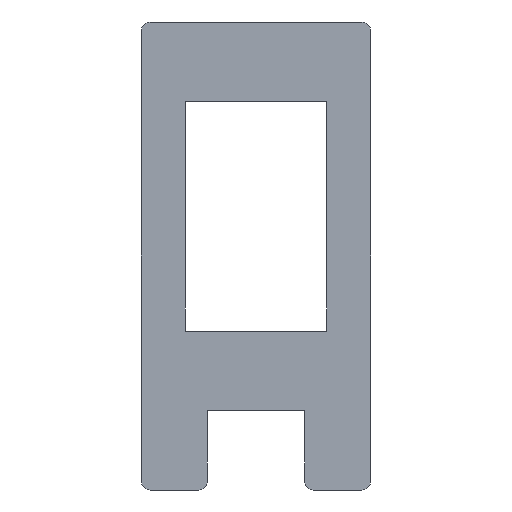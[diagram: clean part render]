
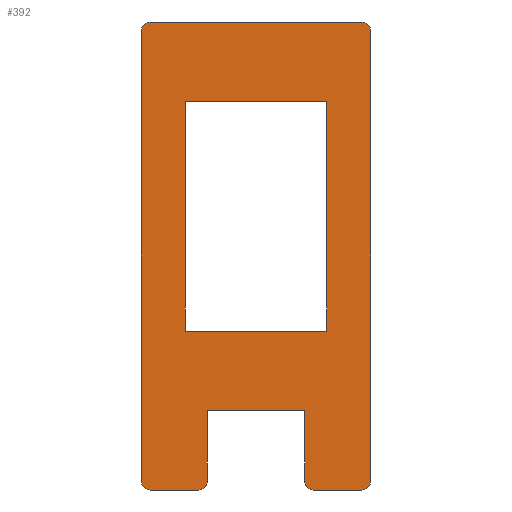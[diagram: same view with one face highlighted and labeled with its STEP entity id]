
A CAD part, front view. The second image highlights one B-rep face of the part: STEP entity #392.
In plain terms, the highlighted planar face has unit normal (0, -1, 0).
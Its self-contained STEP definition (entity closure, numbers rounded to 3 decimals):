
#16=FACE_BOUND('',#72,.T.);
#30=PLANE('',#444);
#50=FACE_OUTER_BOUND('',#71,.T.);
#71=EDGE_LOOP('',(#349,#350,#351,#352,#353,#354,#355,#356,#357,#358,#359,
#360,#361,#362));
#72=EDGE_LOOP('',(#363,#364,#365,#366));
#77=LINE('',#568,#119);
#91=LINE('',#608,#133);
#95=LINE('',#618,#137);
#98=LINE('',#626,#140);
#101=LINE('',#634,#143);
#103=LINE('',#642,#145);
#106=LINE('',#647,#148);
#108=LINE('',#651,#150);
#110=LINE('',#654,#152);
#111=LINE('',#656,#153);
#112=LINE('',#659,#154);
#114=LINE('',#662,#156);
#119=VECTOR('',#459,10.);
#133=VECTOR('',#491,10.);
#137=VECTOR('',#501,10.);
#140=VECTOR('',#510,10.);
#143=VECTOR('',#519,10.);
#145=VECTOR('',#527,10.);
#148=VECTOR('',#532,10.);
#150=VECTOR('',#536,10.);
#152=VECTOR('',#540,10.);
#153=VECTOR('',#543,10.);
#154=VECTOR('',#546,10.);
#156=VECTOR('',#550,10.);
#158=CIRCLE('',#415,1.);
#164=CIRCLE('',#424,1.);
#165=CIRCLE('',#427,1.);
#166=CIRCLE('',#430,1.);
#167=CIRCLE('',#433,1.);
#168=CIRCLE('',#436,1.);
#171=VERTEX_POINT('',#558);
#172=VERTEX_POINT('',#560);
#174=VERTEX_POINT('',#566);
#190=VERTEX_POINT('',#602);
#191=VERTEX_POINT('',#606);
#192=VERTEX_POINT('',#610);
#193=VERTEX_POINT('',#612);
#194=VERTEX_POINT('',#616);
#195=VERTEX_POINT('',#620);
#196=VERTEX_POINT('',#624);
#197=VERTEX_POINT('',#628);
#198=VERTEX_POINT('',#632);
#199=VERTEX_POINT('',#636);
#200=VERTEX_POINT('',#640);
#201=VERTEX_POINT('',#641);
#202=VERTEX_POINT('',#646);
#203=VERTEX_POINT('',#650);
#204=VERTEX_POINT('',#658);
#207=EDGE_CURVE('',#171,#172,#158,.T.);
#211=EDGE_CURVE('',#174,#171,#77,.T.);
#229=EDGE_CURVE('',#190,#174,#164,.T.);
#231=EDGE_CURVE('',#191,#190,#91,.T.);
#233=EDGE_CURVE('',#192,#193,#165,.T.);
#236=EDGE_CURVE('',#194,#192,#95,.T.);
#238=EDGE_CURVE('',#195,#191,#166,.T.);
#240=EDGE_CURVE('',#196,#195,#98,.T.);
#242=EDGE_CURVE('',#197,#194,#167,.T.);
#244=EDGE_CURVE('',#198,#197,#101,.T.);
#246=EDGE_CURVE('',#199,#198,#168,.T.);
#247=EDGE_CURVE('',#200,#201,#103,.T.);
#250=EDGE_CURVE('',#202,#200,#106,.T.);
#252=EDGE_CURVE('',#203,#202,#108,.T.);
#254=EDGE_CURVE('',#201,#203,#110,.T.);
#255=EDGE_CURVE('',#172,#199,#111,.T.);
#256=EDGE_CURVE('',#204,#196,#112,.T.);
#258=EDGE_CURVE('',#193,#204,#114,.T.);
#349=ORIENTED_EDGE('',*,*,#207,.F.);
#350=ORIENTED_EDGE('',*,*,#211,.F.);
#351=ORIENTED_EDGE('',*,*,#229,.F.);
#352=ORIENTED_EDGE('',*,*,#231,.F.);
#353=ORIENTED_EDGE('',*,*,#238,.F.);
#354=ORIENTED_EDGE('',*,*,#240,.F.);
#355=ORIENTED_EDGE('',*,*,#256,.F.);
#356=ORIENTED_EDGE('',*,*,#258,.F.);
#357=ORIENTED_EDGE('',*,*,#233,.F.);
#358=ORIENTED_EDGE('',*,*,#236,.F.);
#359=ORIENTED_EDGE('',*,*,#242,.F.);
#360=ORIENTED_EDGE('',*,*,#244,.F.);
#361=ORIENTED_EDGE('',*,*,#246,.F.);
#362=ORIENTED_EDGE('',*,*,#255,.F.);
#363=ORIENTED_EDGE('',*,*,#247,.T.);
#364=ORIENTED_EDGE('',*,*,#254,.T.);
#365=ORIENTED_EDGE('',*,*,#252,.T.);
#366=ORIENTED_EDGE('',*,*,#250,.T.);
#392=ADVANCED_FACE('',(#50,#16),#30,.F.);
#415=AXIS2_PLACEMENT_3D('',#561,#452,#453);
#424=AXIS2_PLACEMENT_3D('',#604,#486,#487);
#427=AXIS2_PLACEMENT_3D('',#613,#495,#496);
#430=AXIS2_PLACEMENT_3D('',#622,#505,#506);
#433=AXIS2_PLACEMENT_3D('',#630,#514,#515);
#436=AXIS2_PLACEMENT_3D('',#638,#523,#524);
#444=AXIS2_PLACEMENT_3D('',#663,#551,#552);
#452=DIRECTION('center_axis',(0.,1.,0.));
#453=DIRECTION('ref_axis',(-0.707,0.,0.707));
#459=DIRECTION('',(0.,0.,1.));
#486=DIRECTION('center_axis',(0.,1.,0.));
#487=DIRECTION('ref_axis',(-0.707,0.,-0.707));
#491=DIRECTION('',(-1.,0.,0.));
#495=DIRECTION('center_axis',(0.,1.,0.));
#496=DIRECTION('ref_axis',(-0.707,0.,-0.707));
#501=DIRECTION('',(-1.,0.,0.));
#505=DIRECTION('center_axis',(0.,1.,0.));
#506=DIRECTION('ref_axis',(0.707,0.,-0.707));
#510=DIRECTION('',(0.,0.,-1.));
#514=DIRECTION('center_axis',(0.,1.,0.));
#515=DIRECTION('ref_axis',(0.707,0.,-0.707));
#519=DIRECTION('',(0.,0.,-1.));
#523=DIRECTION('center_axis',(0.,1.,0.));
#524=DIRECTION('ref_axis',(0.707,0.,0.707));
#527=DIRECTION('',(0.,0.,-1.));
#532=DIRECTION('',(1.,0.,0.));
#536=DIRECTION('',(0.,0.,1.));
#540=DIRECTION('',(-1.,0.,0.));
#543=DIRECTION('',(1.,0.,0.));
#546=DIRECTION('',(-1.,0.,0.));
#550=DIRECTION('',(0.,0.,1.));
#551=DIRECTION('center_axis',(0.,1.,0.));
#552=DIRECTION('ref_axis',(0.,0.,1.));
#558=CARTESIAN_POINT('',(-13.,0.,18.5));
#560=CARTESIAN_POINT('',(-12.,0.,19.5));
#561=CARTESIAN_POINT('Origin',(-12.,0.,18.5));
#566=CARTESIAN_POINT('',(-13.,0.,-32.5));
#568=CARTESIAN_POINT('',(-13.,0.,-33.5));
#602=CARTESIAN_POINT('',(-12.,0.,-33.5));
#604=CARTESIAN_POINT('Origin',(-12.,0.,-32.5));
#606=CARTESIAN_POINT('',(-6.5,0.,-33.5));
#608=CARTESIAN_POINT('',(-5.5,0.,-33.5));
#610=CARTESIAN_POINT('',(6.5,0.,-33.5));
#612=CARTESIAN_POINT('',(5.5,0.,-32.5));
#613=CARTESIAN_POINT('Origin',(6.5,0.,-32.5));
#616=CARTESIAN_POINT('',(12.,0.,-33.5));
#618=CARTESIAN_POINT('',(13.,0.,-33.5));
#620=CARTESIAN_POINT('',(-5.5,0.,-32.5));
#622=CARTESIAN_POINT('Origin',(-6.5,0.,-32.5));
#624=CARTESIAN_POINT('',(-5.5,0.,-24.5));
#626=CARTESIAN_POINT('',(-5.5,0.,-24.5));
#628=CARTESIAN_POINT('',(13.,0.,-32.5));
#630=CARTESIAN_POINT('Origin',(12.,0.,-32.5));
#632=CARTESIAN_POINT('',(13.,0.,18.5));
#634=CARTESIAN_POINT('',(13.,0.,19.5));
#636=CARTESIAN_POINT('',(12.,0.,19.5));
#638=CARTESIAN_POINT('Origin',(12.,0.,18.5));
#640=CARTESIAN_POINT('',(8.,0.,10.5));
#641=CARTESIAN_POINT('',(8.,0.,-15.5));
#642=CARTESIAN_POINT('',(8.,0.,0.906));
#646=CARTESIAN_POINT('',(-8.,0.,10.5));
#647=CARTESIAN_POINT('',(-4.,0.,10.5));
#650=CARTESIAN_POINT('',(-8.,0.,-15.5));
#651=CARTESIAN_POINT('',(-8.,0.,-12.094));
#654=CARTESIAN_POINT('',(4.,0.,-15.5));
#656=CARTESIAN_POINT('',(-13.,0.,19.5));
#658=CARTESIAN_POINT('',(5.5,0.,-24.5));
#659=CARTESIAN_POINT('',(5.5,0.,-24.5));
#662=CARTESIAN_POINT('',(5.5,0.,-33.5));
#663=CARTESIAN_POINT('Origin',(0.,0.,-8.688));
